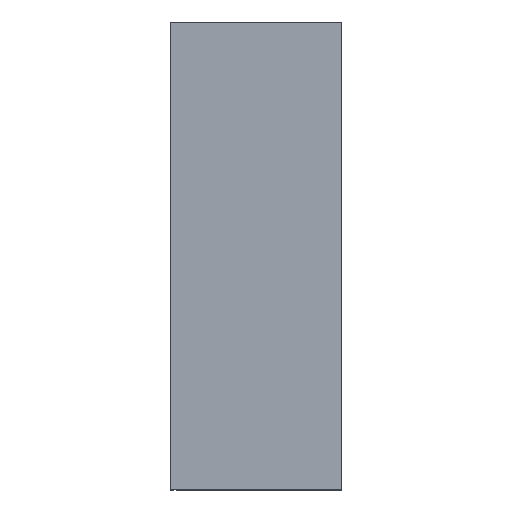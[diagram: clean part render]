
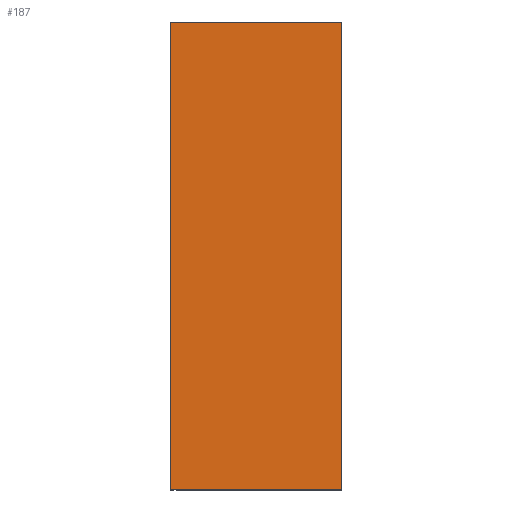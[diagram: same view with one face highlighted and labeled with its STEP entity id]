
A CAD part, top view. The second image highlights one B-rep face of the part: STEP entity #187.
In plain terms, the highlighted planar face has unit normal (-0.004, 0, 1).
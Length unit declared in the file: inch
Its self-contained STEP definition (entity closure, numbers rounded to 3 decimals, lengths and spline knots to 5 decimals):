
#21=FACE_OUTER_BOUND('',#31,.T.);
#31=EDGE_LOOP('',(#151,#152,#153,#154));
#40=LINE('',#275,#64);
#45=LINE('',#284,#69);
#54=LINE('',#303,#78);
#55=LINE('',#304,#79);
#64=VECTOR('',#224,0.3937);
#69=VECTOR('',#231,0.3937);
#78=VECTOR('',#250,0.3937);
#79=VECTOR('',#251,0.3937);
#88=VERTEX_POINT('',#272);
#89=VERTEX_POINT('',#274);
#92=VERTEX_POINT('',#282);
#97=VERTEX_POINT('',#302);
#104=EDGE_CURVE('',#89,#88,#40,.T.);
#109=EDGE_CURVE('',#88,#92,#45,.T.);
#118=EDGE_CURVE('',#92,#97,#54,.T.);
#119=EDGE_CURVE('',#89,#97,#55,.T.);
#151=ORIENTED_EDGE('',*,*,#104,.T.);
#152=ORIENTED_EDGE('',*,*,#109,.T.);
#153=ORIENTED_EDGE('',*,*,#118,.T.);
#154=ORIENTED_EDGE('',*,*,#119,.F.);
#177=PLANE('',#211);
#187=ADVANCED_FACE('',(#21),#177,.T.);
#211=AXIS2_PLACEMENT_3D('',#301,#248,#249);
#224=DIRECTION('',(1.,0.,0.003));
#231=DIRECTION('',(0.,1.,0.));
#248=DIRECTION('center_axis',(-0.003,0.,
1.));
#249=DIRECTION('ref_axis',(1.,0.,0.003));
#250=DIRECTION('',(-1.,0.,-0.003));
#251=DIRECTION('',(0.,1.,0.));
#272=CARTESIAN_POINT('',(-258.2367,1633.12201,-10.35956));
#274=CARTESIAN_POINT('',(-276.2367,1633.12201,-10.42206));
#275=CARTESIAN_POINT('',(-271.74185,1633.12201,-10.40645));
#282=CARTESIAN_POINT('',(-258.2367,1682.24701,-10.35956));
#284=CARTESIAN_POINT('',(-258.2367,1585.74701,-10.35956));
#301=CARTESIAN_POINT('Origin',(-276.2367,1585.74701,-10.42206));
#302=CARTESIAN_POINT('',(-276.2367,1682.24701,-10.42206));
#303=CARTESIAN_POINT('',(-271.74185,1682.24701,-10.40645));
#304=CARTESIAN_POINT('',(-276.2367,1585.74701,-10.42206));
